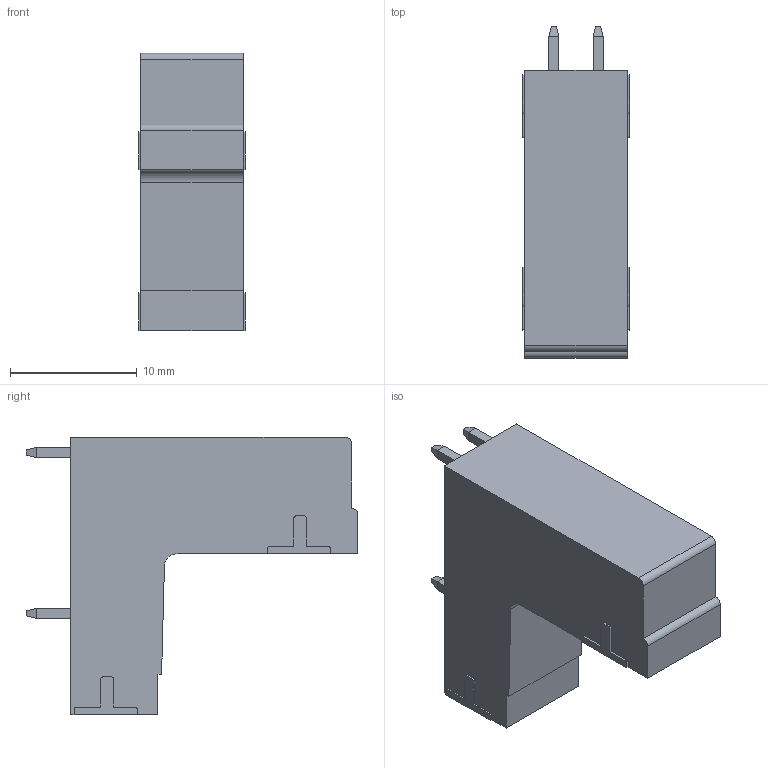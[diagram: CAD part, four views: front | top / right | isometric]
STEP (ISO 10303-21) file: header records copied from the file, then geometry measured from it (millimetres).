
FILE_DESCRIPTION((''),'2;1');
FILE_NAME('TLPHDC-005R-XXP','2024-09-23T14:52:29',('sheji109'),(''),'CREO PARAMETRIC BY PTC INC, 2018100','CREO PARAMETRIC BY PTC INC, 2018100','');
FILE_SCHEMA(('CONFIG_CONTROL_DESIGN'));
Length unit declared in the file: millimetre
Products named in the file (1): TLPHDC-005R-XXP
Bounding box: 8.4 x 26.2 x 21.9 mm (x, y, z)
Volume: 1976.4 mm3; surface area: 2122.7 mm2
Topology: 1 solids, 1 shells, 362 faces, 988 edges, 644 vertices
Faces by surface type: plane 255, cylinder 79, cone 20, torus 8
Entity records: 11440 total; most frequent: CARTESIAN_POINT 2150, ORIENTED_EDGE 1976, DIRECTION 1858, EDGE_CURVE 988, VECTOR 762, LINE 762, VERTEX_POINT 644, AXIS2_PLACEMENT_3D 548
